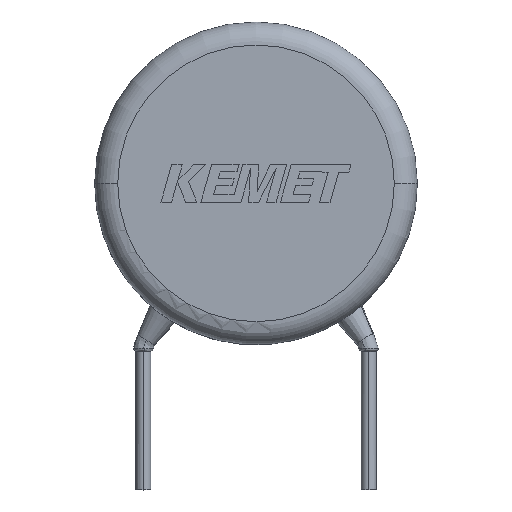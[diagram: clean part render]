
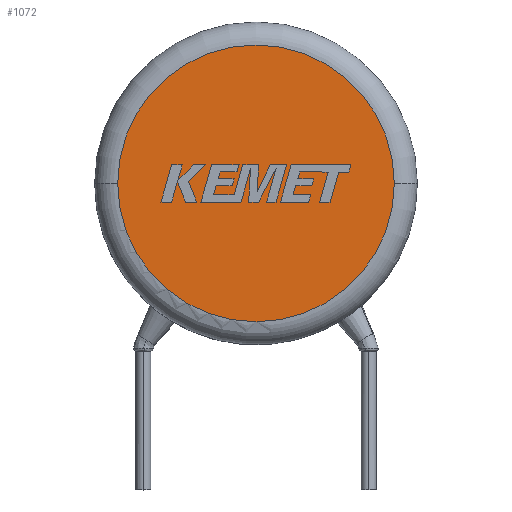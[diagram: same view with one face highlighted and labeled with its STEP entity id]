
A CAD part, top view. The second image highlights one B-rep face of the part: STEP entity #1072.
In plain terms, the highlighted planar face has unit normal (0, 0, 1).
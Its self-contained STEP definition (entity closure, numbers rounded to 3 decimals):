
#119 = VERTEX_POINT ( 'NONE', #1234 ) ;
#129 = AXIS2_PLACEMENT_3D ( 'NONE', #165, #3466, #3827 ) ;
#148 = CIRCLE ( 'NONE', #3904, 6. ) ;
#165 = CARTESIAN_POINT ( 'NONE',  ( 0., 0., 5. ) ) ;
#353 = EDGE_CURVE ( 'NONE', #838, #119, #148, .T. ) ;
#433 = PLANE ( 'NONE',  #1667 ) ;
#437 = CIRCLE ( 'NONE', #129, 6. ) ;
#537 = ORIENTED_EDGE ( 'NONE', *, *, #1119, .T. ) ;
#838 = VERTEX_POINT ( 'NONE', #929 ) ;
#929 = CARTESIAN_POINT ( 'NONE',  ( -6., 0., 5. ) ) ;
#1072 = ADVANCED_FACE ( 'NONE', ( #2839 ), #433, .T. ) ;
#1119 = EDGE_CURVE ( 'NONE', #119, #838, #437, .T. ) ;
#1234 = CARTESIAN_POINT ( 'NONE',  ( 6., 0., 5. ) ) ;
#1362 = EDGE_LOOP ( 'NONE', ( #537, #3307 ) ) ;
#1415 = DIRECTION ( 'NONE',  ( 0., 0., 1. ) ) ;
#1471 = DIRECTION ( 'NONE',  ( 1., 0., 0. ) ) ;
#1667 = AXIS2_PLACEMENT_3D ( 'NONE', #2096, #1415, #1471 ) ;
#1707 = DIRECTION ( 'NONE',  ( 1., 0., 0. ) ) ;
#2096 = CARTESIAN_POINT ( 'NONE',  ( 0., 0., 5. ) ) ;
#2384 = CARTESIAN_POINT ( 'NONE',  ( 0., 0., 5. ) ) ;
#2839 = FACE_OUTER_BOUND ( 'NONE', #1362, .T. ) ;
#3307 = ORIENTED_EDGE ( 'NONE', *, *, #353, .T. ) ;
#3466 = DIRECTION ( 'NONE',  ( 0., 0., 1. ) ) ;
#3701 = DIRECTION ( 'NONE',  ( 0., 0., 1. ) ) ;
#3827 = DIRECTION ( 'NONE',  ( 1., 0., 0. ) ) ;
#3904 = AXIS2_PLACEMENT_3D ( 'NONE', #2384, #3701, #1707 ) ;
